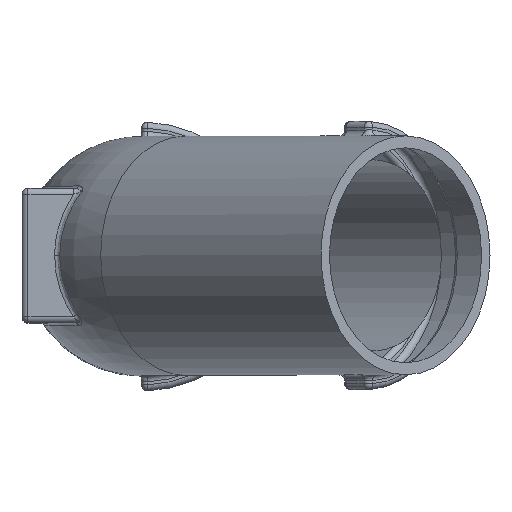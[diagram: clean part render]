
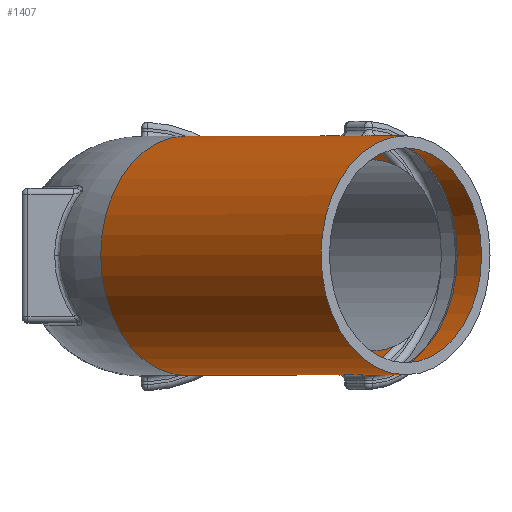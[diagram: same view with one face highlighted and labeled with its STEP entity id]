
A CAD part, top view. The second image highlights one B-rep face of the part: STEP entity #1407.
In plain terms, the highlighted cylindrical face has radius 8 mm (diameter 16 mm), a full revolution.
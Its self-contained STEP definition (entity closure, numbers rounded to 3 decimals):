
#83=B_SPLINE_CURVE_WITH_KNOTS('',3,(#3052,#3053,#3054,#3055,#3056),
 .UNSPECIFIED.,.F.,.F.,(4,1,4),(-0.126,-0.054,
0.),.UNSPECIFIED.);
#84=B_SPLINE_CURVE_WITH_KNOTS('',3,(#3085,#3086,#3087,#3088,#3089),
 .UNSPECIFIED.,.F.,.F.,(4,1,4),(-0.126,-0.054,
0.),.UNSPECIFIED.);
#86=B_SPLINE_CURVE_WITH_KNOTS('',3,(#3126,#3127,#3128,#3129,#3130),
 .UNSPECIFIED.,.F.,.F.,(4,1,4),(-0.126,-0.054,0.),
 .UNSPECIFIED.);
#89=B_SPLINE_CURVE_WITH_KNOTS('',3,(#3185,#3186,#3187,#3188,#3189),
 .UNSPECIFIED.,.F.,.F.,(4,1,4),(-0.126,-0.072,
0.),.UNSPECIFIED.);
#158=CYLINDRICAL_SURFACE('',#1598,8.);
#248=FACE_OUTER_BOUND('',#346,.T.);
#346=EDGE_LOOP('',(#1270,#1271,#1272,#1273,#1274,#1275,#1276,#1277,#1278,
#1279,#1280,#1281,#1282,#1283,#1284,#1285));
#392=LINE('',#3141,#448);
#394=LINE('',#3192,#450);
#408=LINE('',#3251,#464);
#409=LINE('',#3252,#465);
#448=VECTOR('',#1905,10.);
#450=VECTOR('',#1921,10.);
#464=VECTOR('',#2003,8.);
#465=VECTOR('',#2004,8.);
#473=CIRCLE('',#1442,8.);
#495=CIRCLE('',#1470,8.);
#551=CIRCLE('',#1566,8.);
#552=CIRCLE('',#1567,8.);
#567=CIRCLE('',#1594,8.);
#568=CIRCLE('',#1595,8.);
#578=VERTEX_POINT('',#2046);
#612=VERTEX_POINT('',#2510);
#659=VERTEX_POINT('',#3049);
#660=VERTEX_POINT('',#3051);
#661=VERTEX_POINT('',#3083);
#662=VERTEX_POINT('',#3084);
#665=VERTEX_POINT('',#3124);
#666=VERTEX_POINT('',#3125);
#674=VERTEX_POINT('',#3182);
#675=VERTEX_POINT('',#3184);
#676=VERTEX_POINT('',#3195);
#686=VERTEX_POINT('',#3245);
#698=EDGE_CURVE('',#578,#578,#473,.T.);
#747=EDGE_CURVE('',#612,#612,#495,.T.);
#842=EDGE_CURVE('',#659,#660,#83,.T.);
#844=EDGE_CURVE('',#661,#662,#84,.T.);
#848=EDGE_CURVE('',#665,#666,#86,.T.);
#852=EDGE_CURVE('',#666,#659,#392,.T.);
#859=EDGE_CURVE('',#674,#675,#89,.T.);
#861=EDGE_CURVE('',#662,#674,#394,.T.);
#863=EDGE_CURVE('',#675,#676,#551,.T.);
#864=EDGE_CURVE('',#676,#665,#552,.T.);
#891=EDGE_CURVE('',#660,#686,#567,.T.);
#892=EDGE_CURVE('',#686,#661,#568,.T.);
#894=EDGE_CURVE('',#578,#686,#408,.T.);
#895=EDGE_CURVE('',#676,#612,#409,.T.);
#1270=ORIENTED_EDGE('',*,*,#698,.F.);
#1271=ORIENTED_EDGE('',*,*,#894,.T.);
#1272=ORIENTED_EDGE('',*,*,#891,.F.);
#1273=ORIENTED_EDGE('',*,*,#842,.F.);
#1274=ORIENTED_EDGE('',*,*,#852,.F.);
#1275=ORIENTED_EDGE('',*,*,#848,.F.);
#1276=ORIENTED_EDGE('',*,*,#864,.F.);
#1277=ORIENTED_EDGE('',*,*,#895,.T.);
#1278=ORIENTED_EDGE('',*,*,#747,.T.);
#1279=ORIENTED_EDGE('',*,*,#895,.F.);
#1280=ORIENTED_EDGE('',*,*,#863,.F.);
#1281=ORIENTED_EDGE('',*,*,#859,.F.);
#1282=ORIENTED_EDGE('',*,*,#861,.F.);
#1283=ORIENTED_EDGE('',*,*,#844,.F.);
#1284=ORIENTED_EDGE('',*,*,#892,.F.);
#1285=ORIENTED_EDGE('',*,*,#894,.F.);
#1407=ADVANCED_FACE('',(#248),#158,.T.);
#1442=AXIS2_PLACEMENT_3D('',#2047,#1639,#1640);
#1470=AXIS2_PLACEMENT_3D('',#2511,#1698,#1699);
#1566=AXIS2_PLACEMENT_3D('',#3196,#1925,#1926);
#1567=AXIS2_PLACEMENT_3D('',#3197,#1927,#1928);
#1594=AXIS2_PLACEMENT_3D('',#3246,#1993,#1994);
#1595=AXIS2_PLACEMENT_3D('',#3247,#1995,#1996);
#1598=AXIS2_PLACEMENT_3D('',#3250,#2001,#2002);
#1639=DIRECTION('center_axis',(0.707,0.,
0.707));
#1640=DIRECTION('ref_axis',(-0.707,0.,0.707));
#1698=DIRECTION('center_axis',(0.707,0.,
0.707));
#1699=DIRECTION('ref_axis',(-0.707,0.,0.707));
#1905=DIRECTION('',(0.707,0.,0.707));
#1921=DIRECTION('',(-0.707,0.,-0.707));
#1925=DIRECTION('center_axis',(0.707,0.,
0.707));
#1926=DIRECTION('ref_axis',(0.707,0.,-0.707));
#1927=DIRECTION('center_axis',(0.707,0.,
0.707));
#1928=DIRECTION('ref_axis',(0.707,0.,-0.707));
#1993=DIRECTION('center_axis',(-0.707,0.,
-0.707));
#1994=DIRECTION('ref_axis',(0.707,0.,-0.707));
#1995=DIRECTION('center_axis',(-0.707,0.,
-0.707));
#1996=DIRECTION('ref_axis',(0.707,0.,-0.707));
#2001=DIRECTION('center_axis',(0.707,0.,
0.707));
#2002=DIRECTION('ref_axis',(-0.707,0.,0.707));
#2003=DIRECTION('',(-0.707,0.,-0.707));
#2004=DIRECTION('',(-0.707,0.,-0.707));
#2046=CARTESIAN_POINT('',(23.335,-10.,77.021));
#2047=CARTESIAN_POINT('Origin',(17.678,-10.,82.678));
#2510=CARTESIAN_POINT('',(8.586,-10.,62.272));
#2511=CARTESIAN_POINT('Origin',(2.929,-10.,67.929));
#3049=CARTESIAN_POINT('',(14.651,-2.009,80.189));
#3051=CARTESIAN_POINT('',(15.755,-2.009,80.216));
#3052=CARTESIAN_POINT('Ctrl Pts',(14.651,-2.009,80.189));
#3053=CARTESIAN_POINT('Ctrl Pts',(14.82,-2.009,80.359));
#3054=CARTESIAN_POINT('Ctrl Pts',(15.248,-1.997,80.516));
#3055=CARTESIAN_POINT('Ctrl Pts',(15.634,-2.001,80.337));
#3056=CARTESIAN_POINT('Ctrl Pts',(15.755,-2.009,80.216));
#3083=CARTESIAN_POINT('',(15.755,-17.991,80.216));
#3084=CARTESIAN_POINT('',(14.651,-17.991,80.189));
#3085=CARTESIAN_POINT('Ctrl Pts',(15.755,-17.991,80.216));
#3086=CARTESIAN_POINT('Ctrl Pts',(15.594,-18.002,80.377));
#3087=CARTESIAN_POINT('Ctrl Pts',(15.173,-18.,80.514));
#3088=CARTESIAN_POINT('Ctrl Pts',(14.778,-17.991,80.316));
#3089=CARTESIAN_POINT('Ctrl Pts',(14.651,-17.991,80.189));
#3124=CARTESIAN_POINT('',(13.422,-2.009,77.883));
#3125=CARTESIAN_POINT('',(13.448,-2.009,78.987));
#3126=CARTESIAN_POINT('Ctrl Pts',(13.422,-2.009,77.883));
#3127=CARTESIAN_POINT('Ctrl Pts',(13.261,-1.998,78.044));
#3128=CARTESIAN_POINT('Ctrl Pts',(13.124,-2.,78.465));
#3129=CARTESIAN_POINT('Ctrl Pts',(13.322,-2.009,78.86));
#3130=CARTESIAN_POINT('Ctrl Pts',(13.448,-2.009,78.987));
#3141=CARTESIAN_POINT('',(2.66,-2.009,68.198));
#3182=CARTESIAN_POINT('',(13.448,-17.991,78.987));
#3184=CARTESIAN_POINT('',(13.422,-17.991,77.883));
#3185=CARTESIAN_POINT('Ctrl Pts',(13.448,-17.991,78.987));
#3186=CARTESIAN_POINT('Ctrl Pts',(13.322,-17.991,78.86));
#3187=CARTESIAN_POINT('Ctrl Pts',(13.124,-18.,78.465));
#3188=CARTESIAN_POINT('Ctrl Pts',(13.261,-18.002,78.044));
#3189=CARTESIAN_POINT('Ctrl Pts',(13.422,-17.991,77.883));
#3192=CARTESIAN_POINT('',(2.66,-17.991,68.198));
#3195=CARTESIAN_POINT('',(18.809,-10.,72.495));
#3196=CARTESIAN_POINT('Origin',(13.152,-10.,78.152));
#3197=CARTESIAN_POINT('Origin',(13.152,-10.,78.152));
#3245=CARTESIAN_POINT('',(21.142,-10.,74.829));
#3246=CARTESIAN_POINT('Origin',(15.486,-10.,80.486));
#3247=CARTESIAN_POINT('Origin',(15.486,-10.,80.486));
#3250=CARTESIAN_POINT('Origin',(2.929,-10.,67.929));
#3251=CARTESIAN_POINT('',(8.586,-10.,62.272));
#3252=CARTESIAN_POINT('',(8.586,-10.,62.272));
